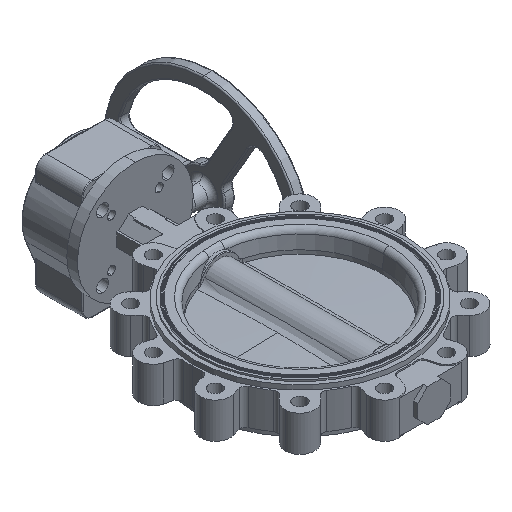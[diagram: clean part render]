
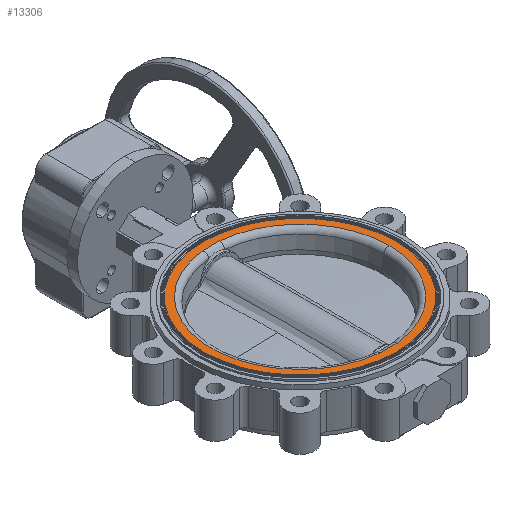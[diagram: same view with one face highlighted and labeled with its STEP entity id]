
A CAD part, isometric view. The second image highlights one B-rep face of the part: STEP entity #13306.
In plain terms, the highlighted planar face has unit normal (0, 0, 1).
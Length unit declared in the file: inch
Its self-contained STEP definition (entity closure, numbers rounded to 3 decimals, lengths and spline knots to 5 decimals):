
#51 = AXIS2_PLACEMENT_3D ( 'NONE', #8107, #2613, #22930 ) ;
#85 = CIRCLE ( 'NONE', #14502, 5.7185 ) ;
#197 = EDGE_LOOP ( 'NONE', ( #3804, #6597, #23652, #17374, #16356 ) ) ;
#344 = B_SPLINE_CURVE_WITH_KNOTS ( 'NONE', 3,
 ( #13698, #13959, #23183, #17828, #12359, #11990, #4710, #12109, #1029, #17711, #19406, #1158, #9935, #17362 ),
 .UNSPECIFIED., .F., .F.,
 ( 4, 2, 2, 2, 2, 2, 4 ),
 ( 0., 0.00639, 0.00959, 0.01278, 0.01598, 0.01918, 0.02557 ),
 .UNSPECIFIED. ) ;
#646 = CARTESIAN_POINT ( 'NONE',  ( 8.75641, 10.77993, 8.61702 ) ) ;
#694 = CARTESIAN_POINT ( 'NONE',  ( 8.25329, 5.51156, 8.61702 ) ) ;
#775 = CARTESIAN_POINT ( 'NONE',  ( 8.33708, 0.23444, 8.61702 ) ) ;
#891 = CARTESIAN_POINT ( 'NONE',  ( 7.75017, 0.24319, 8.61702 ) ) ;
#1026 = CARTESIAN_POINT ( 'NONE',  ( 2.53479, 5.51156, 8.61702 ) ) ;
#1029 = CARTESIAN_POINT ( 'NONE',  ( 8.33728, 10.78869, 8.61702 ) ) ;
#1060 = DIRECTION ( 'NONE',  ( 1., 0., 0. ) ) ;
#1114 = CARTESIAN_POINT ( 'NONE',  ( 13.97179, 5.51156, 8.61702 ) ) ;
#1158 = CARTESIAN_POINT ( 'NONE',  ( 8.58891, 10.78951, 8.61702 ) ) ;
#2173 = AXIS2_PLACEMENT_3D ( 'NONE', #20433, #23728, #22260 ) ;
#2613 = DIRECTION ( 'NONE',  ( 0., 0., -1. ) ) ;
#3015 = EDGE_CURVE ( 'NONE', #7299, #15287, #23766, .T. ) ;
#3057 = CIRCLE ( 'NONE', #3853, 5.29234 ) ;
#3102 = CARTESIAN_POINT ( 'NONE',  ( 8.25329, 5.51156, 8.61702 ) ) ;
#3804 = ORIENTED_EDGE ( 'NONE', *, *, #3015, .T. ) ;
#3853 = AXIS2_PLACEMENT_3D ( 'NONE', #694, #12263, #1060 ) ;
#3985 = CIRCLE ( 'NONE', #10983, 5.29234 ) ;
#4710 = CARTESIAN_POINT ( 'NONE',  ( 8.21145, 10.78845, 8.61702 ) ) ;
#5407 = CARTESIAN_POINT ( 'NONE',  ( 8.25329, 5.51156, 8.61702 ) ) ;
#6423 = CARTESIAN_POINT ( 'NONE',  ( 7.91767, 0.23361, 8.61702 ) ) ;
#6482 = DIRECTION ( 'NONE',  ( -1., 0., 0. ) ) ;
#6597 = ORIENTED_EDGE ( 'NONE', *, *, #6954, .T. ) ;
#6745 = CARTESIAN_POINT ( 'NONE',  ( 8.75641, 0.24319, 8.61702 ) ) ;
#6864 = AXIS2_PLACEMENT_3D ( 'NONE', #13408, #13522, #6482 ) ;
#6954 = EDGE_CURVE ( 'NONE', #15287, #8492, #3057, .T. ) ;
#7073 = VERTEX_POINT ( 'NONE', #8262 ) ;
#7233 = CIRCLE ( 'NONE', #6864, 5.7185 ) ;
#7299 = VERTEX_POINT ( 'NONE', #646 ) ;
#7938 = EDGE_CURVE ( 'NONE', #15950, #13742, #7233, .T. ) ;
#8107 = CARTESIAN_POINT ( 'NONE',  ( 8.25329, 5.51156, 8.61702 ) ) ;
#8228 = CARTESIAN_POINT ( 'NONE',  ( 8.21124, 0.23467, 8.61702 ) ) ;
#8262 = CARTESIAN_POINT ( 'NONE',  ( 7.75017, 0.24319, 8.61702 ) ) ;
#8449 = FACE_OUTER_BOUND ( 'NONE', #17150, .T. ) ;
#8492 = VERTEX_POINT ( 'NONE', #6745 ) ;
#9935 = CARTESIAN_POINT ( 'NONE',  ( 8.67274, 10.78792, 8.61702 ) ) ;
#10160 = CARTESIAN_POINT ( 'NONE',  ( 8.04347, 0.2335, 8.61702 ) ) ;
#10531 = EDGE_CURVE ( 'NONE', #7073, #12512, #3985, .T. ) ;
#10983 = AXIS2_PLACEMENT_3D ( 'NONE', #3102, #22198, #17931 ) ;
#11136 = B_SPLINE_CURVE_WITH_KNOTS ( 'NONE', 3,
 ( #11864, #13584, #11730, #19288, #17480, #775, #21247, #8228, #15667, #11985, #10160, #6423, #17584, #891 ),
 .UNSPECIFIED., .F., .F.,
 ( 4, 2, 2, 2, 2, 2, 4 ),
 ( 0., 0.00639, 0.00959, 0.01278, 0.01598, 0.01918, 0.02557 ),
 .UNSPECIFIED. ) ;
#11730 = CARTESIAN_POINT ( 'NONE',  ( 8.58877, 0.23361, 8.61702 ) ) ;
#11787 = EDGE_CURVE ( 'NONE', #13742, #15950, #85, .T. ) ;
#11864 = CARTESIAN_POINT ( 'NONE',  ( 8.75641, 0.24319, 8.61702 ) ) ;
#11985 = CARTESIAN_POINT ( 'NONE',  ( 8.08542, 0.23385, 8.61702 ) ) ;
#11990 = CARTESIAN_POINT ( 'NONE',  ( 8.1695, 10.78868, 8.61702 ) ) ;
#12109 = CARTESIAN_POINT ( 'NONE',  ( 8.29534, 10.78845, 8.61702 ) ) ;
#12263 = DIRECTION ( 'NONE',  ( 0., 0., -1. ) ) ;
#12359 = CARTESIAN_POINT ( 'NONE',  ( 8.0856, 10.78928, 8.61702 ) ) ;
#12512 = VERTEX_POINT ( 'NONE', #15968 ) ;
#12794 = ORIENTED_EDGE ( 'NONE', *, *, #11787, .F. ) ;
#13306 = ADVANCED_FACE ( 'NONE', ( #8449, #15879 ), #20181, .T. ) ;
#13408 = CARTESIAN_POINT ( 'NONE',  ( 8.25329, 5.51156, 8.61702 ) ) ;
#13522 = DIRECTION ( 'NONE',  ( 0., 0., -1. ) ) ;
#13584 = CARTESIAN_POINT ( 'NONE',  ( 8.67264, 0.23519, 8.61702 ) ) ;
#13698 = CARTESIAN_POINT ( 'NONE',  ( 7.75017, 10.77993, 8.61702 ) ) ;
#13742 = VERTEX_POINT ( 'NONE', #1026 ) ;
#13855 = EDGE_CURVE ( 'NONE', #8492, #7073, #11136, .T. ) ;
#13959 = CARTESIAN_POINT ( 'NONE',  ( 7.83394, 10.78793, 8.61702 ) ) ;
#14287 = DIRECTION ( 'NONE',  ( -1., 0., 0. ) ) ;
#14502 = AXIS2_PLACEMENT_3D ( 'NONE', #5407, #19970, #14287 ) ;
#14531 = EDGE_CURVE ( 'NONE', #12512, #7299, #344, .T. ) ;
#15287 = VERTEX_POINT ( 'NONE', #19714 ) ;
#15667 = CARTESIAN_POINT ( 'NONE',  ( 8.1693, 0.23444, 8.61702 ) ) ;
#15879 = FACE_BOUND ( 'NONE', #197, .T. ) ;
#15950 = VERTEX_POINT ( 'NONE', #1114 ) ;
#15968 = CARTESIAN_POINT ( 'NONE',  ( 7.75017, 10.77993, 8.61702 ) ) ;
#16356 = ORIENTED_EDGE ( 'NONE', *, *, #14531, .T. ) ;
#17150 = EDGE_LOOP ( 'NONE', ( #12794, #22064 ) ) ;
#17362 = CARTESIAN_POINT ( 'NONE',  ( 8.75641, 10.77993, 8.61702 ) ) ;
#17374 = ORIENTED_EDGE ( 'NONE', *, *, #10531, .T. ) ;
#17480 = CARTESIAN_POINT ( 'NONE',  ( 8.42098, 0.23385, 8.61702 ) ) ;
#17584 = CARTESIAN_POINT ( 'NONE',  ( 7.83384, 0.2352, 8.61702 ) ) ;
#17711 = CARTESIAN_POINT ( 'NONE',  ( 8.42117, 10.78928, 8.61702 ) ) ;
#17828 = CARTESIAN_POINT ( 'NONE',  ( 8.04365, 10.78963, 8.61702 ) ) ;
#17931 = DIRECTION ( 'NONE',  ( 1., 0., 0. ) ) ;
#19288 = CARTESIAN_POINT ( 'NONE',  ( 8.46293, 0.2335, 8.61702 ) ) ;
#19406 = CARTESIAN_POINT ( 'NONE',  ( 8.46311, 10.78963, 8.61702 ) ) ;
#19714 = CARTESIAN_POINT ( 'NONE',  ( 13.54563, 5.51156, 8.61702 ) ) ;
#19970 = DIRECTION ( 'NONE',  ( 0., 0., -1. ) ) ;
#20181 = PLANE ( 'NONE',  #2173 ) ;
#20433 = CARTESIAN_POINT ( 'NONE',  ( 2.20014, 5.51156, 8.61702 ) ) ;
#21247 = CARTESIAN_POINT ( 'NONE',  ( 8.29513, 0.23467, 8.61702 ) ) ;
#22064 = ORIENTED_EDGE ( 'NONE', *, *, #7938, .F. ) ;
#22198 = DIRECTION ( 'NONE',  ( 0., 0., -1. ) ) ;
#22260 = DIRECTION ( 'NONE',  ( 1., 0., 0. ) ) ;
#22930 = DIRECTION ( 'NONE',  ( 1., 0., 0. ) ) ;
#23183 = CARTESIAN_POINT ( 'NONE',  ( 7.91781, 10.78952, 8.61702 ) ) ;
#23652 = ORIENTED_EDGE ( 'NONE', *, *, #13855, .T. ) ;
#23728 = DIRECTION ( 'NONE',  ( 0., 0., 1. ) ) ;
#23766 = CIRCLE ( 'NONE', #51, 5.29234 ) ;
